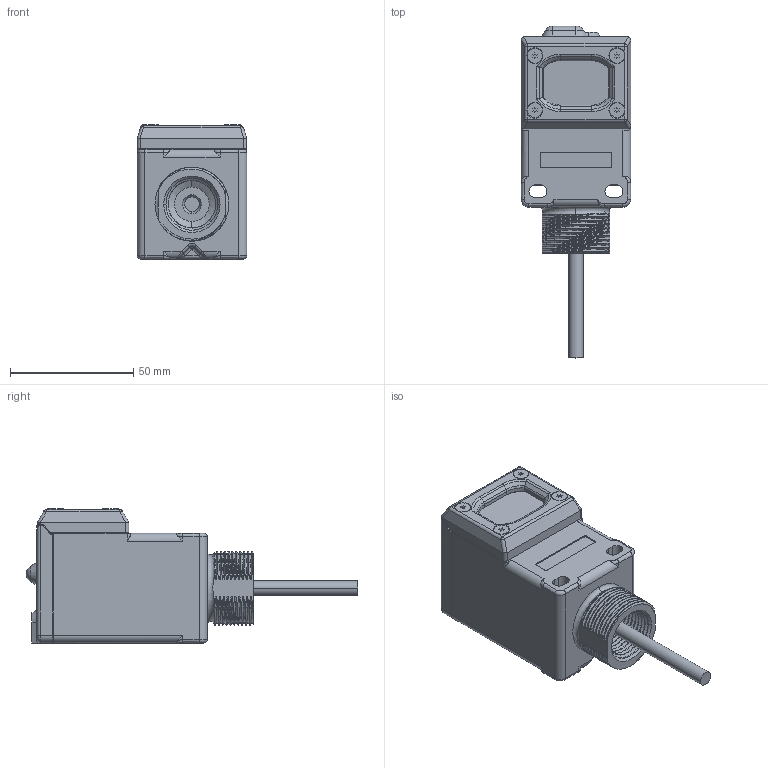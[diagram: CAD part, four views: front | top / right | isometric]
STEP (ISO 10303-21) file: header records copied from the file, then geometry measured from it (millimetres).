
FILE_DESCRIPTION((''),'2;1');
FILE_NAME('156706_SW','2012-01-24T',('banengservice'),('BANNER ENGINEERING'),'PRO/ENGINEER BY PARAMETRIC TECHNOLOGY CORPORATION, 2009141','PRO/ENGINEER BY PARAMETRIC TECHNOLOGY CORPORATION, 2009141','');
FILE_SCHEMA(('CONFIG_CONTROL_DESIGN'));
Length unit declared in the file: inch
Products named in the file (1): 156706_SW
Bounding box: 44.53 x 134.61 x 54.35 mm (x, y, z)
Volume: 69894 mm3; surface area: 45471.6 mm2
Topology: 2 solids, 2 shells, 962 faces, 2450 edges, 1509 vertices
Faces by surface type: plane 367, cylinder 316, bspline 134, torus 60, cone 50, sphere 35
Entity records: 44561 total; most frequent: CARTESIAN_POINT 22254, ORIENTED_EDGE 4876, DIRECTION 4286, EDGE_CURVE 2438, VERTEX_POINT 1509, AXIS2_PLACEMENT_3D 1458, VECTOR 1370, LINE 1370
